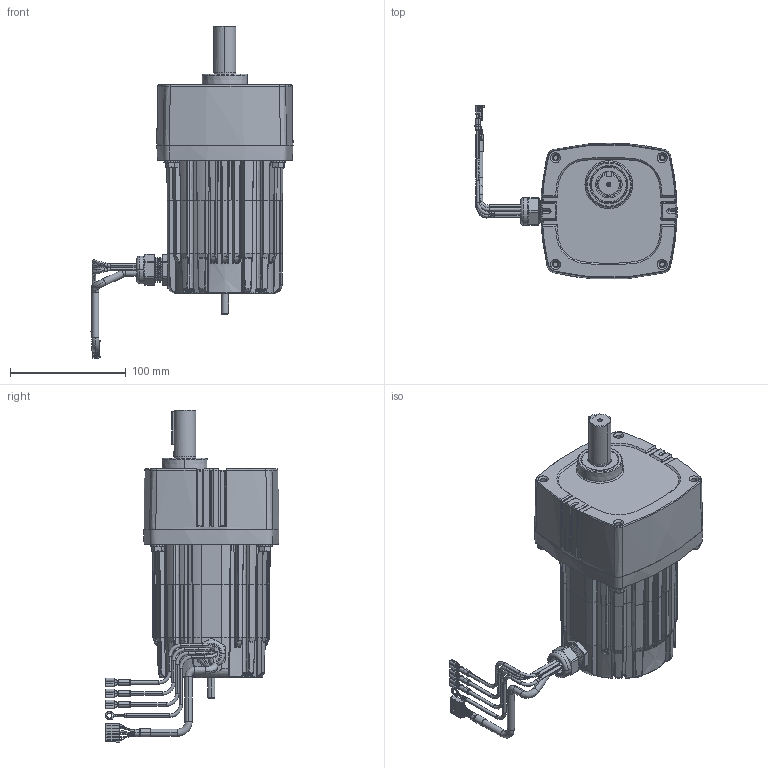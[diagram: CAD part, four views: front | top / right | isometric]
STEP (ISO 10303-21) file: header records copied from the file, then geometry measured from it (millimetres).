
FILE_DESCRIPTION (( 'STEP AP203' ), '1' );
FILE_NAME ('INFM0281.STEP', '2018-05-15T14:13:55', ( 'Admin' ), ( '' ), 'SwSTEP 2.0', 'SolidWorks 2017', '' );
FILE_SCHEMA (( 'CONFIG_CONTROL_DESIGN' ));
Length unit declared in the file: inch
Products named in the file (12): 129AZ001_129AZ001; 114AZ002_114AZ002; 491az002_491AZ002; 342AZ002_342AZ002; 54100085_54100085; 339AZ002_339AZ002; INFM0281; 51400002_51400002; 54606510_54606510; 54101015_54101015; 328AZ001_328AZ001; 57300029_57300029
Assembly tree (17 placements, depth 2):
  INFM0281
    114AZ002_114AZ002
    342AZ002_342AZ002
    339AZ002_339AZ002
    51400002_51400002
    54606510_54606510
    54101015_54101015  x4
    328AZ001_328AZ001
    57300029_57300029
    129AZ001_129AZ001
    491az002_491AZ002
    54100085_54100085  x4
Bounding box: 174.56 x 150.23 x 286.75 mm (x, y, z)
Volume: 1380540 mm3; surface area: 211141 mm2
Topology: 36 solids, 37 shells, 2882 faces, 7311 edges, 4533 vertices
Faces by surface type: plane 993, cylinder 716, bspline 623, cone 335, torus 187, sphere 28
Entity records: 104723 total; most frequent: CARTESIAN_POINT 45123, ORIENTED_EDGE 13144, DIRECTION 11015, EDGE_CURVE 6572, AXIS2_PLACEMENT_3D 4287, VERTEX_POINT 4116, EDGE_LOOP 2694, FACE_OUTER_BOUND 2573
